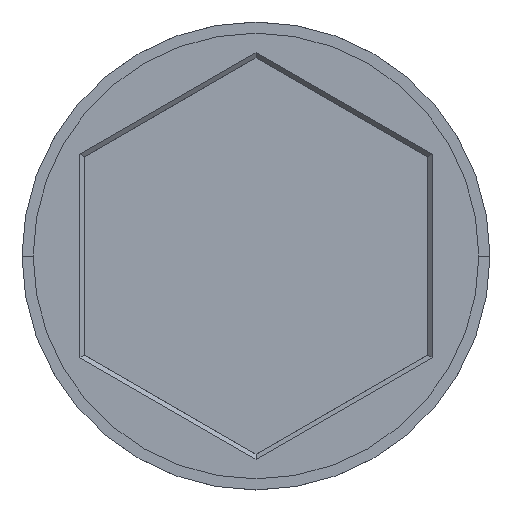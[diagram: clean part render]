
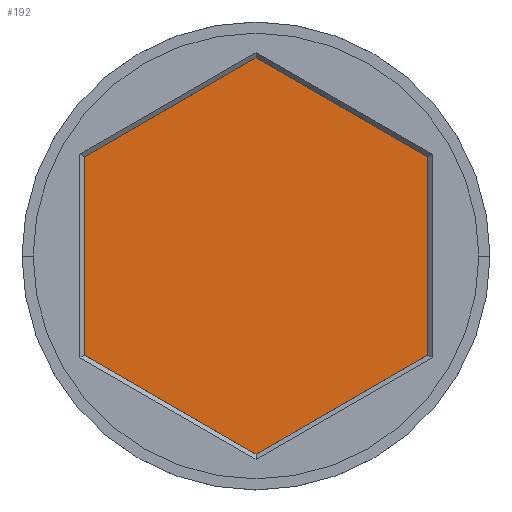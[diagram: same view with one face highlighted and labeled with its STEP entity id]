
A CAD part, top view. The second image highlights one B-rep face of the part: STEP entity #192.
In plain terms, the highlighted planar face has unit normal (0, 0, 1).
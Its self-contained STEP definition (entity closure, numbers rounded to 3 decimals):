
#3 = VERTEX_POINT ( 'NONE', #1476 ) ;
#8 = VECTOR ( 'NONE', #43, 1000. ) ;
#34 = ORIENTED_EDGE ( 'NONE', *, *, #215, .T. ) ;
#43 = DIRECTION ( 'NONE',  ( 0., 1., 0. ) ) ;
#45 = CARTESIAN_POINT ( 'NONE',  ( -7.7, 4.446, -2. ) ) ;
#58 = VERTEX_POINT ( 'NONE', #45 ) ;
#159 = ORIENTED_EDGE ( 'NONE', *, *, #328, .T. ) ;
#192 = ADVANCED_FACE ( 'NONE', ( #568 ), #444, .T. ) ;
#199 = LINE ( 'NONE', #1154, #1397 ) ;
#215 = EDGE_CURVE ( 'NONE', #1244, #313, #1508, .T. ) ;
#242 = LINE ( 'NONE', #1159, #1168 ) ;
#257 = EDGE_LOOP ( 'NONE', ( #1194, #720, #361, #1503, #34, #159 ) ) ;
#267 = VERTEX_POINT ( 'NONE', #1448 ) ;
#313 = VERTEX_POINT ( 'NONE', #1097 ) ;
#328 = EDGE_CURVE ( 'NONE', #313, #480, #774, .T. ) ;
#361 = ORIENTED_EDGE ( 'NONE', *, *, #844, .T. ) ;
#413 = VECTOR ( 'NONE', #1401, 1000. ) ;
#423 = DIRECTION ( 'NONE',  ( 0., 0., 1. ) ) ;
#433 = DIRECTION ( 'NONE',  ( 0., -1., 0. ) ) ;
#444 = PLANE ( 'NONE',  #737 ) ;
#480 = VERTEX_POINT ( 'NONE', #1029 ) ;
#481 = EDGE_CURVE ( 'NONE', #480, #267, #920, .T. ) ;
#489 = VECTOR ( 'NONE', #754, 1000. ) ;
#568 = FACE_OUTER_BOUND ( 'NONE', #257, .T. ) ;
#575 = CARTESIAN_POINT ( 'NONE',  ( -7.7, 4.446, -2. ) ) ;
#672 = CARTESIAN_POINT ( 'NONE',  ( 0., 0., -2. ) ) ;
#700 = DIRECTION ( 'NONE',  ( 1., 0., 0. ) ) ;
#720 = ORIENTED_EDGE ( 'NONE', *, *, #1033, .T. ) ;
#723 = EDGE_CURVE ( 'NONE', #3, #1244, #199, .T. ) ;
#725 = CARTESIAN_POINT ( 'NONE',  ( 0., -8.891, -2. ) ) ;
#737 = AXIS2_PLACEMENT_3D ( 'NONE', #672, #423, #700 ) ;
#754 = DIRECTION ( 'NONE',  ( -0.866, 0.5, 0. ) ) ;
#757 = CARTESIAN_POINT ( 'NONE',  ( 7.7, -4.446, -2. ) ) ;
#774 = LINE ( 'NONE', #757, #8 ) ;
#788 = VECTOR ( 'NONE', #433, 1000. ) ;
#844 = EDGE_CURVE ( 'NONE', #58, #3, #1522, .T. ) ;
#910 = CARTESIAN_POINT ( 'NONE',  ( 0., -8.891, -2. ) ) ;
#920 = LINE ( 'NONE', #1165, #489 ) ;
#1015 = DIRECTION ( 'NONE',  ( 0.866, -0.5, 0. ) ) ;
#1029 = CARTESIAN_POINT ( 'NONE',  ( 7.7, 4.446, -2. ) ) ;
#1033 = EDGE_CURVE ( 'NONE', #267, #58, #242, .T. ) ;
#1047 = DIRECTION ( 'NONE',  ( -0.866, -0.5, 0. ) ) ;
#1097 = CARTESIAN_POINT ( 'NONE',  ( 7.7, -4.446, -2. ) ) ;
#1154 = CARTESIAN_POINT ( 'NONE',  ( -7.7, -4.446, -2. ) ) ;
#1159 = CARTESIAN_POINT ( 'NONE',  ( 0., 8.891, -2. ) ) ;
#1165 = CARTESIAN_POINT ( 'NONE',  ( 7.7, 4.446, -2. ) ) ;
#1168 = VECTOR ( 'NONE', #1047, 1000. ) ;
#1194 = ORIENTED_EDGE ( 'NONE', *, *, #481, .T. ) ;
#1244 = VERTEX_POINT ( 'NONE', #725 ) ;
#1397 = VECTOR ( 'NONE', #1015, 1000. ) ;
#1401 = DIRECTION ( 'NONE',  ( 0.866, 0.5, 0. ) ) ;
#1448 = CARTESIAN_POINT ( 'NONE',  ( 0., 8.891, -2. ) ) ;
#1476 = CARTESIAN_POINT ( 'NONE',  ( -7.7, -4.446, -2. ) ) ;
#1503 = ORIENTED_EDGE ( 'NONE', *, *, #723, .T. ) ;
#1508 = LINE ( 'NONE', #910, #413 ) ;
#1522 = LINE ( 'NONE', #575, #788 ) ;
